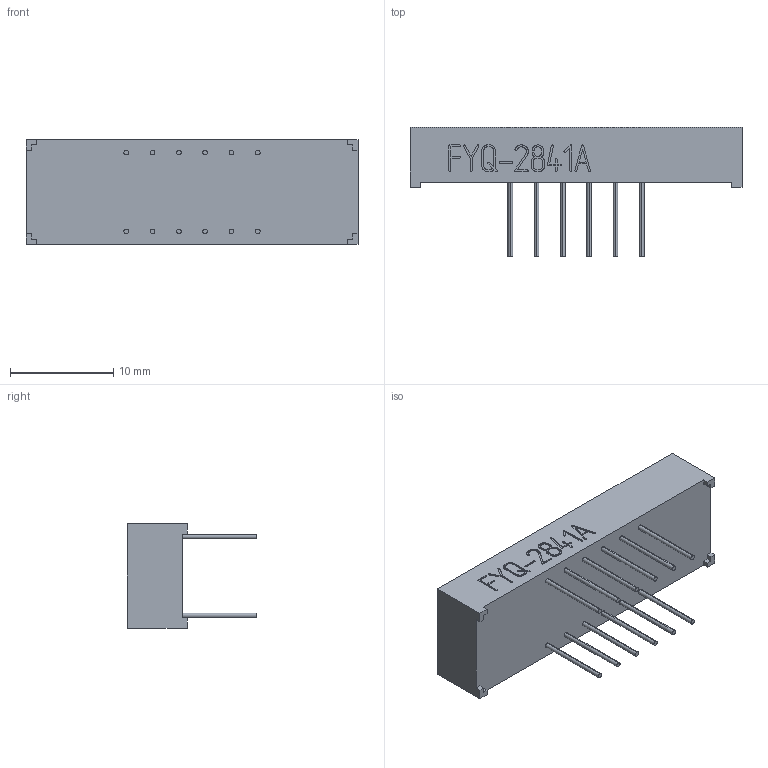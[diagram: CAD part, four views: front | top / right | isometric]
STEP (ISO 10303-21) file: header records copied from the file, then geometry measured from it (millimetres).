
FILE_DESCRIPTION (( 'STEP AP214' ), '1' );
FILE_NAME ('User Library-FYQ-2841A.STEP', '2020-11-24T22:16:14', ( '' ), ( '' ), 'SwSTEP 2.0', 'SolidWorks 2020', '' );
FILE_SCHEMA (( 'AUTOMOTIVE_DESIGN' ));
Length unit declared in the file: millimetre
Products named in the file (1): User Library-FYQ-2841A
Bounding box: 32.1 x 12.5 x 10.1 mm (x, y, z)
Volume: 1726 mm3; surface area: 1260 mm2
Topology: 1 solids, 1 shells, 601 faces, 1620 edges, 1080 vertices
Faces by surface type: plane 383, cylinder 218
Entity records: 21383 total; most frequent: CARTESIAN_POINT 3347, DIRECTION 3245, ORIENTED_EDGE 3240, EDGE_CURVE 1620, VECTOR 1169, LINE 1169, VERTEX_POINT 1080, AXIS2_PLACEMENT_3D 1038
